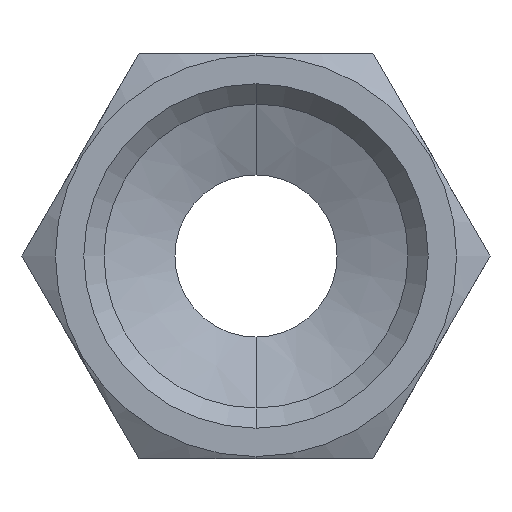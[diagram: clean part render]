
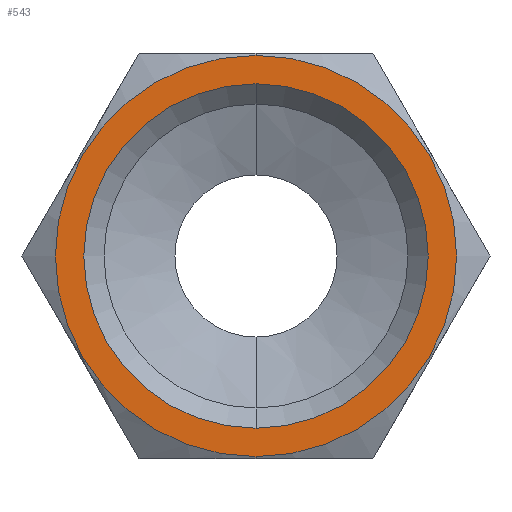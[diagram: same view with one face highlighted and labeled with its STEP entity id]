
A CAD part, front view. The second image highlights one B-rep face of the part: STEP entity #543.
In plain terms, the highlighted planar face has unit normal (0, -1, 0).
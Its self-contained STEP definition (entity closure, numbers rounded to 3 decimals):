
#10 = AXIS2_PLACEMENT_3D ( 'NONE', #215, #212, #154 ) ;
#11 = CIRCLE ( 'NONE', #10, 8.5 ) ;
#12 = AXIS2_PLACEMENT_3D ( 'NONE', #229, #222, #220 ) ;
#13 = CIRCLE ( 'NONE', #12, 9.9 ) ;
#64 = AXIS2_PLACEMENT_3D ( 'NONE', #702, #700, #699 ) ;
#154 = DIRECTION ( 'NONE',  ( 0., 0., 1. ) ) ;
#161 = CARTESIAN_POINT ( 'NONE',  ( 0., -52.5, -9.9 ) ) ;
#192 = CARTESIAN_POINT ( 'NONE',  ( 0., -52.5, 9.9 ) ) ;
#201 = CARTESIAN_POINT ( 'NONE',  ( 0., -52.5, 8.5 ) ) ;
#205 = CARTESIAN_POINT ( 'NONE',  ( 0., -52.5, -8.5 ) ) ;
#212 = DIRECTION ( 'NONE',  ( 0., 1., 0. ) ) ;
#215 = CARTESIAN_POINT ( 'NONE',  ( 0., -52.5, 0. ) ) ;
#220 = DIRECTION ( 'NONE',  ( 0., 0., -1. ) ) ;
#222 = DIRECTION ( 'NONE',  ( 0., -1., 0. ) ) ;
#229 = CARTESIAN_POINT ( 'NONE',  ( 0., -52.5, 0. ) ) ;
#247 = DIRECTION ( 'NONE',  ( 0., 0., 1. ) ) ;
#249 = DIRECTION ( 'NONE',  ( 0., 1., 0. ) ) ;
#250 = CARTESIAN_POINT ( 'NONE',  ( 0., -52.5, 0. ) ) ;
#284 = DIRECTION ( 'NONE',  ( 0., 0., -1. ) ) ;
#285 = DIRECTION ( 'NONE',  ( 0., -1., 0. ) ) ;
#286 = CARTESIAN_POINT ( 'NONE',  ( 0., -52.5, 0. ) ) ;
#450 = CIRCLE ( 'NONE', #483, 9.9 ) ;
#456 = AXIS2_PLACEMENT_3D ( 'NONE', #250, #249, #247 ) ;
#461 = CIRCLE ( 'NONE', #456, 8.5 ) ;
#483 = AXIS2_PLACEMENT_3D ( 'NONE', #286, #285, #284 ) ;
#543 = ADVANCED_FACE ( 'NONE', ( #914, #913 ), #703, .T. ) ;
#571 = EDGE_CURVE ( 'NONE', #1021, #1052, #13, .T. ) ;
#572 = EDGE_CURVE ( 'NONE', #1012, #1008, #11, .T. ) ;
#595 = EDGE_CURVE ( 'NONE', #1052, #1021, #450, .T. ) ;
#607 = EDGE_CURVE ( 'NONE', #1008, #1012, #461, .T. ) ;
#699 = DIRECTION ( 'NONE',  ( 0., 0., -1. ) ) ;
#700 = DIRECTION ( 'NONE',  ( 0., -1., 0. ) ) ;
#702 = CARTESIAN_POINT ( 'NONE',  ( 9.9, -52.5, 0. ) ) ;
#703 = PLANE ( 'NONE',  #64 ) ;
#913 = FACE_BOUND ( 'NONE', #985, .T. ) ;
#914 = FACE_OUTER_BOUND ( 'NONE', #983, .T. ) ;
#983 = EDGE_LOOP ( 'NONE', ( #1227, #1225 ) ) ;
#985 = EDGE_LOOP ( 'NONE', ( #1221, #1226 ) ) ;
#1008 = VERTEX_POINT ( 'NONE', #205 ) ;
#1012 = VERTEX_POINT ( 'NONE', #201 ) ;
#1021 = VERTEX_POINT ( 'NONE', #192 ) ;
#1052 = VERTEX_POINT ( 'NONE', #161 ) ;
#1221 = ORIENTED_EDGE ( 'NONE', *, *, #607, .T. ) ;
#1225 = ORIENTED_EDGE ( 'NONE', *, *, #595, .T. ) ;
#1226 = ORIENTED_EDGE ( 'NONE', *, *, #572, .T. ) ;
#1227 = ORIENTED_EDGE ( 'NONE', *, *, #571, .T. ) ;
